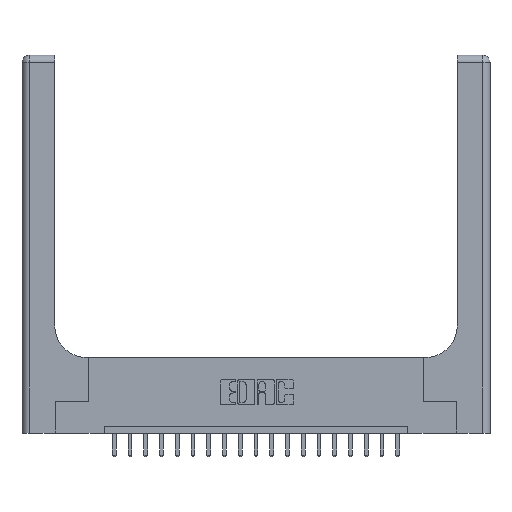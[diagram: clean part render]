
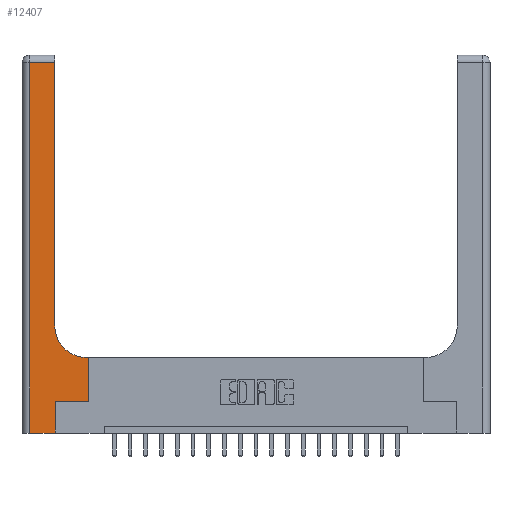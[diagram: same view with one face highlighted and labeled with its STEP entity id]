
A CAD part, top view. The second image highlights one B-rep face of the part: STEP entity #12407.
In plain terms, the highlighted planar face has unit normal (0, 0, 1).
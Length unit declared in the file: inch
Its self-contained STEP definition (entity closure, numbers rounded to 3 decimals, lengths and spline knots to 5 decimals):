
#98 = DIRECTION ( 'NONE',  ( 0., 1., 0. ) ) ;
#254 = LINE ( 'NONE', #14777, #10502 ) ;
#311 = VERTEX_POINT ( 'NONE', #4672 ) ;
#573 = CARTESIAN_POINT ( 'NONE',  ( 0., 2.94, 0.37 ) ) ;
#1190 = VERTEX_POINT ( 'NONE', #15246 ) ;
#2002 = VERTEX_POINT ( 'NONE', #6266 ) ;
#2059 = DIRECTION ( 'NONE',  ( -1., 0., 0. ) ) ;
#2512 = DIRECTION ( 'NONE',  ( 1., 0., 0. ) ) ;
#3518 = EDGE_LOOP ( 'NONE', ( #10563, #18934, #10886, #9796, #14979, #16734, #7093, #7356, #19577 ) ) ;
#3754 = CARTESIAN_POINT ( 'NONE',  ( 0., 0., 0.37 ) ) ;
#4565 = VECTOR ( 'NONE', #14261, 39.37008 ) ;
#4672 = CARTESIAN_POINT ( 'NONE',  ( 0.528, 0.6, 0.37 ) ) ;
#4951 = DIRECTION ( 'NONE',  ( 1., 0., 0. ) ) ;
#5105 = VERTEX_POINT ( 'NONE', #5623 ) ;
#5168 = CARTESIAN_POINT ( 'NONE',  ( 0.06, 2.94, 0.37 ) ) ;
#5623 = CARTESIAN_POINT ( 'NONE',  ( 0.26, 0.85, 0.37 ) ) ;
#6008 = PLANE ( 'NONE',  #8279 ) ;
#6266 = CARTESIAN_POINT ( 'NONE',  ( 0.528, 0.25, 0.37 ) ) ;
#6833 = CARTESIAN_POINT ( 'NONE',  ( 0.528, 0.25, 0.37 ) ) ;
#6883 = VECTOR ( 'NONE', #7193, 39.37008 ) ;
#7093 = ORIENTED_EDGE ( 'NONE', *, *, #18519, .T. ) ;
#7109 = LINE ( 'NONE', #19779, #6883 ) ;
#7193 = DIRECTION ( 'NONE',  ( -1., 0., 0. ) ) ;
#7356 = ORIENTED_EDGE ( 'NONE', *, *, #12219, .T. ) ;
#7439 = VERTEX_POINT ( 'NONE', #5168 ) ;
#7825 = CARTESIAN_POINT ( 'NONE',  ( 0.265, 0., 0.37 ) ) ;
#7876 = EDGE_CURVE ( 'NONE', #1190, #15569, #19533, .T. ) ;
#8010 = LINE ( 'NONE', #573, #10764 ) ;
#8279 = AXIS2_PLACEMENT_3D ( 'NONE', #11981, #14491, #14355 ) ;
#8307 = FACE_OUTER_BOUND ( 'NONE', #3518, .T. ) ;
#8507 = LINE ( 'NONE', #3754, #15895 ) ;
#8644 = AXIS2_PLACEMENT_3D ( 'NONE', #18870, #14002, #9487 ) ;
#8905 = EDGE_CURVE ( 'NONE', #18110, #5105, #9461, .T. ) ;
#8929 = VERTEX_POINT ( 'NONE', #12635 ) ;
#9260 = LINE ( 'NONE', #6833, #15179 ) ;
#9368 = VECTOR ( 'NONE', #4951, 39.37008 ) ;
#9461 = CIRCLE ( 'NONE', #8644, 0.25 ) ;
#9487 = DIRECTION ( 'NONE',  ( 1., 0., 0. ) ) ;
#9796 = ORIENTED_EDGE ( 'NONE', *, *, #13687, .T. ) ;
#10104 = LINE ( 'NONE', #17420, #4565 ) ;
#10502 = VECTOR ( 'NONE', #11537, 39.37008 ) ;
#10563 = ORIENTED_EDGE ( 'NONE', *, *, #16160, .T. ) ;
#10764 = VECTOR ( 'NONE', #2059, 39.37008 ) ;
#10886 = ORIENTED_EDGE ( 'NONE', *, *, #15161, .T. ) ;
#11249 = VECTOR ( 'NONE', #98, 39.37008 ) ;
#11376 = EDGE_CURVE ( 'NONE', #15569, #2002, #13816, .T. ) ;
#11537 = DIRECTION ( 'NONE',  ( 0., -1., 0. ) ) ;
#11981 = CARTESIAN_POINT ( 'NONE',  ( 0., 3., 0.37 ) ) ;
#12219 = EDGE_CURVE ( 'NONE', #311, #18110, #7109, .T. ) ;
#12407 = ADVANCED_FACE ( 'NONE', ( #8307 ), #6008, .F. ) ;
#12635 = CARTESIAN_POINT ( 'NONE',  ( 0.06, 0., 0.37 ) ) ;
#13134 = CARTESIAN_POINT ( 'NONE',  ( 0.26, 2.94, 0.37 ) ) ;
#13227 = VERTEX_POINT ( 'NONE', #13134 ) ;
#13687 = EDGE_CURVE ( 'NONE', #8929, #1190, #8507, .T. ) ;
#13759 = EDGE_CURVE ( 'NONE', #13227, #7439, #8010, .T. ) ;
#13816 = LINE ( 'NONE', #14389, #9368 ) ;
#14002 = DIRECTION ( 'NONE',  ( 0., 0., -1. ) ) ;
#14261 = DIRECTION ( 'NONE',  ( 0., 1., 0. ) ) ;
#14355 = DIRECTION ( 'NONE',  ( -1., 0., 0. ) ) ;
#14389 = CARTESIAN_POINT ( 'NONE',  ( 0.265, 0.25, 0.37 ) ) ;
#14491 = DIRECTION ( 'NONE',  ( 0., 0., -1. ) ) ;
#14777 = CARTESIAN_POINT ( 'NONE',  ( 0.06, 3., 0.37 ) ) ;
#14979 = ORIENTED_EDGE ( 'NONE', *, *, #7876, .T. ) ;
#15161 = EDGE_CURVE ( 'NONE', #7439, #8929, #254, .T. ) ;
#15179 = VECTOR ( 'NONE', #15960, 39.37008 ) ;
#15246 = CARTESIAN_POINT ( 'NONE',  ( 0.265, 0., 0.37 ) ) ;
#15569 = VERTEX_POINT ( 'NONE', #17856 ) ;
#15895 = VECTOR ( 'NONE', #2512, 39.37008 ) ;
#15960 = DIRECTION ( 'NONE',  ( 0., 1., 0. ) ) ;
#16160 = EDGE_CURVE ( 'NONE', #5105, #13227, #10104, .T. ) ;
#16734 = ORIENTED_EDGE ( 'NONE', *, *, #11376, .T. ) ;
#17420 = CARTESIAN_POINT ( 'NONE',  ( 0.26, 3., 0.37 ) ) ;
#17856 = CARTESIAN_POINT ( 'NONE',  ( 0.265, 0.25, 0.37 ) ) ;
#18110 = VERTEX_POINT ( 'NONE', #18442 ) ;
#18442 = CARTESIAN_POINT ( 'NONE',  ( 0.51, 0.6, 0.37 ) ) ;
#18519 = EDGE_CURVE ( 'NONE', #2002, #311, #9260, .T. ) ;
#18870 = CARTESIAN_POINT ( 'NONE',  ( 0.51, 0.85, 0.37 ) ) ;
#18934 = ORIENTED_EDGE ( 'NONE', *, *, #13759, .T. ) ;
#19533 = LINE ( 'NONE', #7825, #11249 ) ;
#19577 = ORIENTED_EDGE ( 'NONE', *, *, #8905, .T. ) ;
#19779 = CARTESIAN_POINT ( 'NONE',  ( 0.26, 0.6, 0.37 ) ) ;
